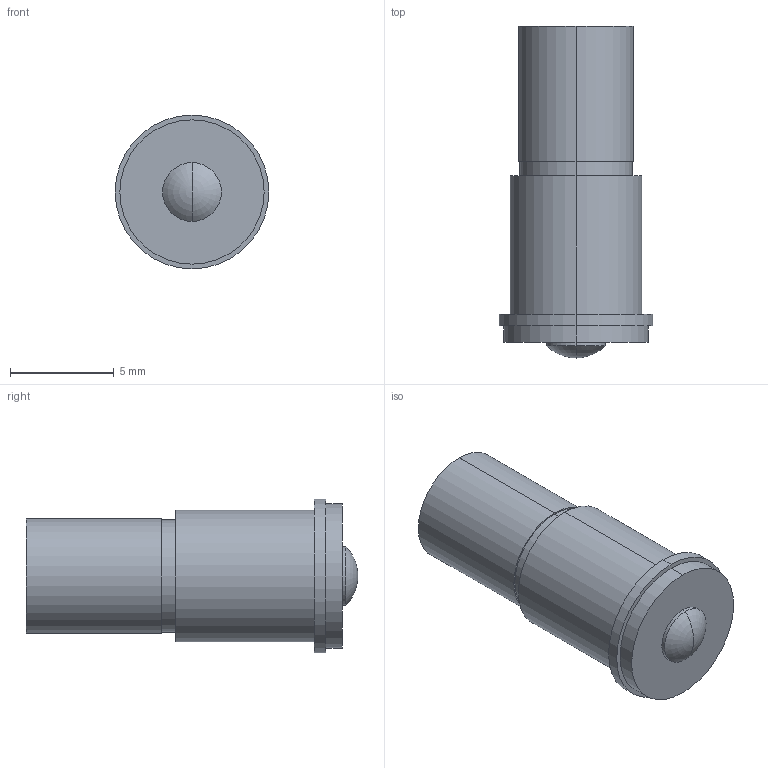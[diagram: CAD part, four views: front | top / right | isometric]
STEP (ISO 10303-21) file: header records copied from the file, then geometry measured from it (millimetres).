
FILE_DESCRIPTION (( 'STEP AP203' ), '1' );
FILE_NAME ('VC1510135UG3.STEP', '2019-12-26T18:23:13', ( '' ), ( '' ), 'SwSTEP 2.0', 'SolidWorks 2018', '' );
FILE_SCHEMA (( 'CONFIG_CONTROL_DESIGN' ));
Length unit declared in the file: inch
Products named in the file (1): VC1510135UG3
Bounding box: 7.4 x 15.98 x 7.4 mm (x, y, z)
Volume: 381.6 mm3; surface area: 552.7 mm2
Topology: 2 solids, 2 shells, 31 faces, 66 edges, 37 vertices
Faces by surface type: cylinder 16, cone 6, plane 5, sphere 2, torus 2
Entity records: 877 total; most frequent: DIRECTION 162, CARTESIAN_POINT 129, ORIENTED_EDGE 120, AXIS2_PLACEMENT_3D 70, EDGE_CURVE 60, CIRCLE 38, VERTEX_POINT 37, EDGE_LOOP 35
